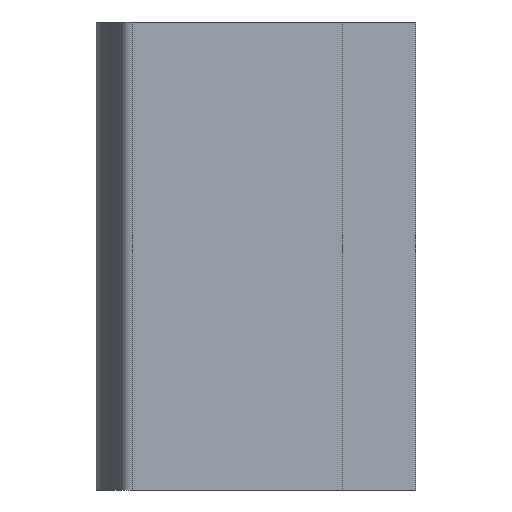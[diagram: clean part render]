
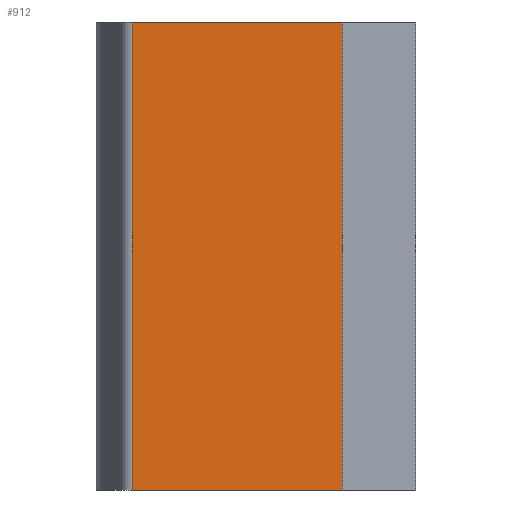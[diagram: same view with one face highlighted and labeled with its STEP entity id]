
A CAD part, left-side view. The second image highlights one B-rep face of the part: STEP entity #912.
In plain terms, the highlighted planar face has unit normal (-1, 0, 0).
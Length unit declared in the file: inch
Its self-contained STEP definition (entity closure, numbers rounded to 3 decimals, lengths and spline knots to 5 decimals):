
#112 = ORIENTED_EDGE ( 'NONE', *, *, #1919, .T. ) ;
#150 = PLANE ( 'NONE',  #801 ) ;
#299 = VERTEX_POINT ( 'NONE', #2242 ) ;
#345 = LINE ( 'NONE', #3296, #3062 ) ;
#629 = ORIENTED_EDGE ( 'NONE', *, *, #821, .T. ) ;
#641 = VECTOR ( 'NONE', #1009, 39.37008 ) ;
#714 = LINE ( 'NONE', #3381, #3513 ) ;
#801 = AXIS2_PLACEMENT_3D ( 'NONE', #2479, #3342, #1352 ) ;
#821 = EDGE_CURVE ( 'NONE', #299, #2623, #345, .T. ) ;
#912 = ADVANCED_FACE ( 'NONE', ( #1569 ), #150, .F. ) ;
#1009 = DIRECTION ( 'NONE',  ( 0., 1., 0. ) ) ;
#1077 = VERTEX_POINT ( 'NONE', #3171 ) ;
#1352 = DIRECTION ( 'NONE',  ( 0., 1., 0. ) ) ;
#1462 = LINE ( 'NONE', #2636, #2525 ) ;
#1522 = CARTESIAN_POINT ( 'NONE',  ( -0.5, 0.283, 0.59375 ) ) ;
#1540 = EDGE_CURVE ( 'NONE', #299, #1077, #3240, .T. ) ;
#1569 = FACE_OUTER_BOUND ( 'NONE', #2290, .T. ) ;
#1786 = ORIENTED_EDGE ( 'NONE', *, *, #1540, .F. ) ;
#1919 = EDGE_CURVE ( 'NONE', #2558, #1077, #714, .T. ) ;
#2088 = ORIENTED_EDGE ( 'NONE', *, *, #2534, .T. ) ;
#2242 = CARTESIAN_POINT ( 'NONE',  ( -0.5, -0.25, -0.59375 ) ) ;
#2290 = EDGE_LOOP ( 'NONE', ( #2088, #112, #1786, #629 ) ) ;
#2479 = CARTESIAN_POINT ( 'NONE',  ( -0.5, 0., -0.59375 ) ) ;
#2486 = CARTESIAN_POINT ( 'NONE',  ( -0.5, 0., -0.59375 ) ) ;
#2525 = VECTOR ( 'NONE', #3227, 39.37008 ) ;
#2534 = EDGE_CURVE ( 'NONE', #2623, #2558, #1462, .T. ) ;
#2558 = VERTEX_POINT ( 'NONE', #1522 ) ;
#2623 = VERTEX_POINT ( 'NONE', #3584 ) ;
#2636 = CARTESIAN_POINT ( 'NONE',  ( -0.5, 0., 0.59375 ) ) ;
#2927 = DIRECTION ( 'NONE',  ( 0., 0., 1. ) ) ;
#3062 = VECTOR ( 'NONE', #2927, 39.37008 ) ;
#3171 = CARTESIAN_POINT ( 'NONE',  ( -0.5, 0.283, -0.59375 ) ) ;
#3227 = DIRECTION ( 'NONE',  ( 0., 1., 0. ) ) ;
#3240 = LINE ( 'NONE', #2486, #641 ) ;
#3296 = CARTESIAN_POINT ( 'NONE',  ( -0.5, -0.25, -0.96859 ) ) ;
#3342 = DIRECTION ( 'NONE',  ( 1., 0., 0. ) ) ;
#3381 = CARTESIAN_POINT ( 'NONE',  ( -0.5, 0.283, -0.59375 ) ) ;
#3513 = VECTOR ( 'NONE', #3670, 39.37008 ) ;
#3584 = CARTESIAN_POINT ( 'NONE',  ( -0.5, -0.25, 0.59375 ) ) ;
#3670 = DIRECTION ( 'NONE',  ( 0., 0., -1. ) ) ;
